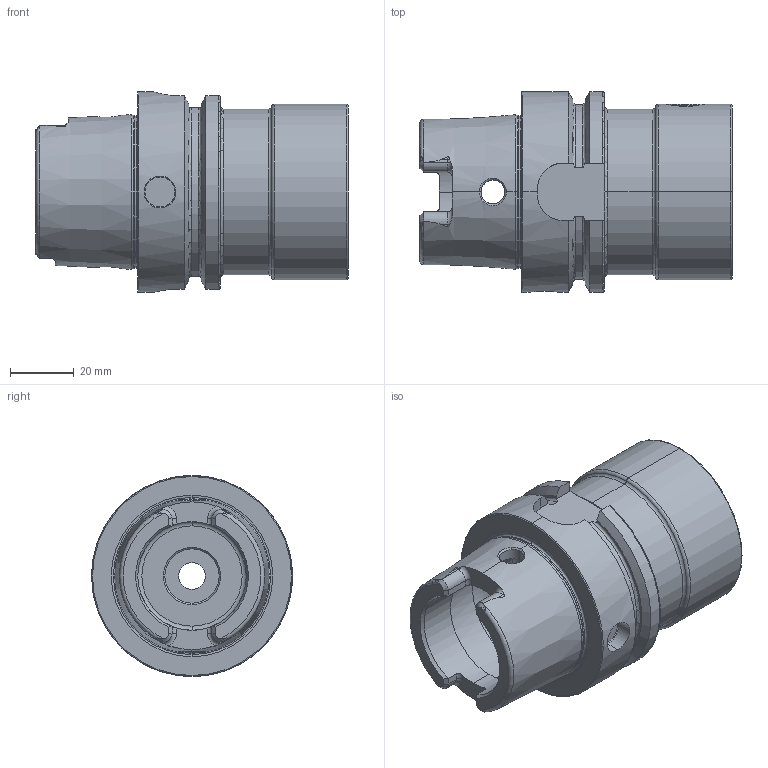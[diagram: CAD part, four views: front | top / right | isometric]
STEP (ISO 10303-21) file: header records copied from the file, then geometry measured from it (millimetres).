
FILE_DESCRIPTION (( 'STEP AP203' ), '1' );
FILE_NAME ('HA6-MB5.K01.066.STEP', '2015-07-15T11:51:53', ( 'SwiAdmin' ), ( '' ), 'SwSTEP 2.0', 'SolidWorks 2012', '' );
FILE_SCHEMA (( 'CONFIG_CONTROL_DESIGN' ));
Length unit declared in the file: millimetre
Products named in the file (3): HA6-MB5.K01.066; MB5-ER1.001.017_A; HA6-MB5.K01.066_A_Fertigbearbeitung
Assembly tree (2 placements, depth 2):
  HA6-MB5.K01.066
    HA6-MB5.K01.066_A_Fertigbearbeitung
    MB5-ER1.001.017_A
Bounding box: 97.9 x 63 x 63 mm (x, y, z)
Volume: 147129.8 mm3; surface area: 33625.2 mm2
Topology: 2 solids, 2 shells, 220 faces, 566 edges, 351 vertices
Faces by surface type: cylinder 66, plane 65, torus 41, cone 40, bspline 8
Entity records: 8600 total; most frequent: CARTESIAN_POINT 3089, ORIENTED_EDGE 1128, DIRECTION 1075, EDGE_CURVE 564, AXIS2_PLACEMENT_3D 441, VERTEX_POINT 351, EDGE_LOOP 231, CIRCLE 224
